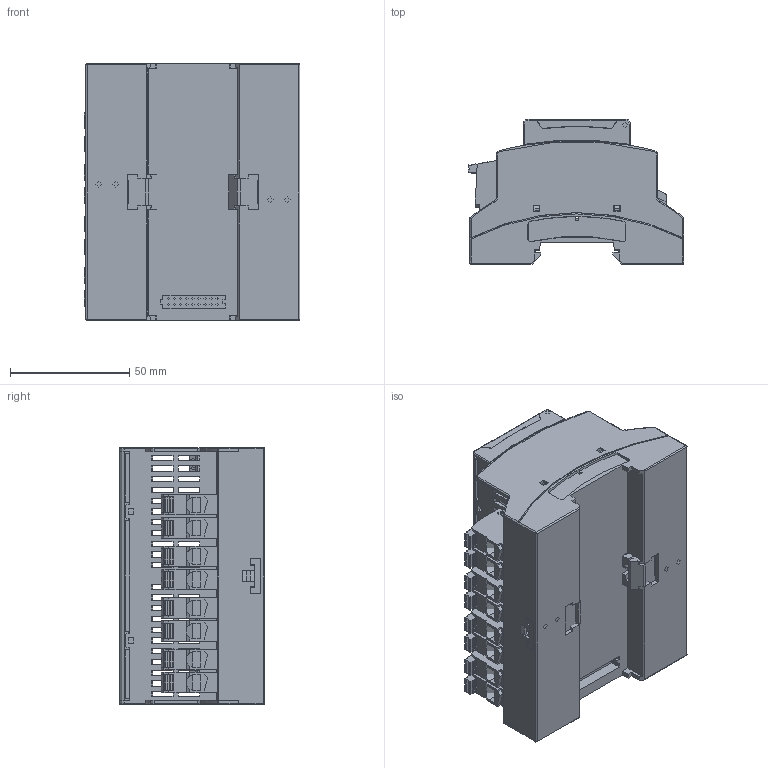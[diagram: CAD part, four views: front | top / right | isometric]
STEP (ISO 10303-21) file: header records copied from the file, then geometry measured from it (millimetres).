
FILE_DESCRIPTION(/* description */ (''),/* implementation_level */ '2;1');
FILE_NAME(/* name */ 'IsoBlock V-4c.stp',/* time_stamp */ '2016-04-22T19:23:11-07:00',/* author */ ('Sheilon'),/* organization */ (''),/* preprocessor_version */ 'ST-DEVELOPER v16.1',/* originating_system */ 'Autodesk Inventor 2016',/* authorisation */ '');
FILE_SCHEMA (('AUTOMOTIVE_DESIGN { 1 0 10303 214 3 1 1 }'));
Products named in the file (14): BC_107.6_GEH-UT_HBUS__H.Select__00383663; Fussriegel_14.4_L30_Sperr_H.Select; 2896270; BC_107_6_DKL_R_H.Select__00385151; 2896173; BC_107_6_GEH-OT_U22_H.Select__00385067_modified_without_center_walls; 2896089; spta_1-2-3.5; 1752104; PLH_5_1-7.5; 1792096; PCB IsoBlock V-4c; keystone-PN7701; IsoBlock V-4c
Assembly tree (25 placements, depth 3):
  IsoBlock V-4c
    2896270
      BC_107.6_GEH-UT_HBUS__H.Select__00383663
      Fussriegel_14.4_L30_Sperr_H.Select  x2
    2896173
      BC_107_6_DKL_R_H.Select__00385151
    2896089
      BC_107_6_GEH-OT_U22_H.Select__00385067_modified_without_center_walls
    1752104  x5
      spta_1-2-3.5
    1792096  x8
      PLH_5_1-7.5
    PCB IsoBlock V-4c
    keystone-PN7701
Bounding box: 90.47 x 60.7 x 107.6 mm (x, y, z)
Volume: 106971 mm3; surface area: 127887.6 mm2
Topology: 21 solids, 21 shells, 4084 faces, 11661 edges, 7706 vertices
Faces by surface type: plane 3028, cylinder 945, cone 43, bspline 38, torus 22, sphere 8
Full cylindrical faces by diameter (mm): 0.457 x13, 0.508 x220, 0.61 x5, 0.635 x16, 0.813 x68, 0.838 x2, 0.914 x12, 0.991 x18, 1 x28, 1.1 x20, 1.143 x10, 1.5 x8, 1.829 x3, 1.854 x4, 1.981 x16, 2 x4, 2.4 x6, 2.5 x8, 3 x10, 3.251 x15, 3.505 x3, 4.2 x2, 5.131 x1
Entity records: 90581 total; most frequent: CARTESIAN_POINT 17821, ORIENTED_EDGE 14270, DIRECTION 13588, EDGE_CURVE 7135, LINE 5790, VECTOR 5790, VERTEX_POINT 5012, EDGE_LOOP 4167
